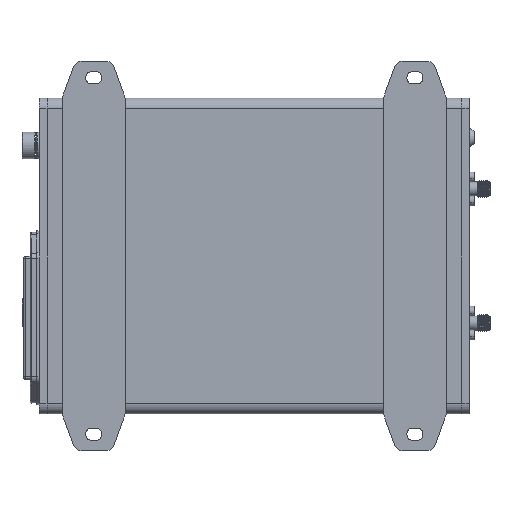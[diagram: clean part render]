
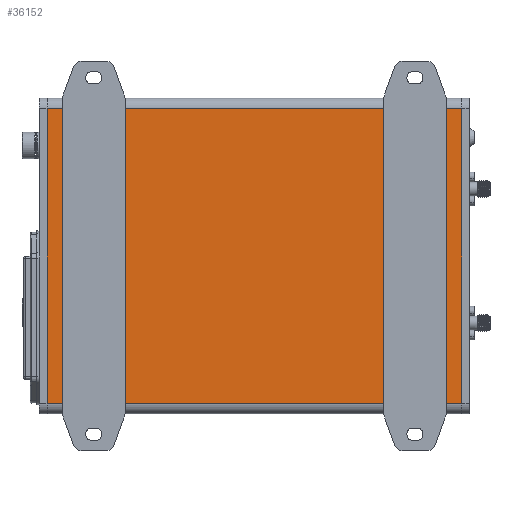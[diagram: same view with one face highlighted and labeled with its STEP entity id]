
A CAD part, front view. The second image highlights one B-rep face of the part: STEP entity #36152.
In plain terms, the highlighted planar face has unit normal (0, -1, 0).
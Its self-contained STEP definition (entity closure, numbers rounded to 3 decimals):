
#8990 = FACE_OUTER_BOUND ( 'NONE', #67568, .T. ) ;
#11133 = CARTESIAN_POINT ( 'NONE',  ( 78.75, 0., -56. ) ) ;
#15833 = DIRECTION ( 'NONE',  ( 0., 1., 0. ) ) ;
#20148 = CARTESIAN_POINT ( 'NONE',  ( 78.75, 0., -56. ) ) ;
#22622 = LINE ( 'NONE', #32090, #99100 ) ;
#23596 = CARTESIAN_POINT ( 'NONE',  ( 78.75, 0., 56. ) ) ;
#25375 = EDGE_CURVE ( 'NONE', #57109, #31082, #83875, .T. ) ;
#25521 = EDGE_CURVE ( 'NONE', #68803, #57109, #103412, .T. ) ;
#25822 = ORIENTED_EDGE ( 'NONE', *, *, #93150, .T. ) ;
#26819 = CARTESIAN_POINT ( 'NONE',  ( -78.75, 0., 60. ) ) ;
#30582 = ORIENTED_EDGE ( 'NONE', *, *, #25375, .T. ) ;
#31082 = VERTEX_POINT ( 'NONE', #47743 ) ;
#32090 = CARTESIAN_POINT ( 'NONE',  ( 78.75, 0., 60. ) ) ;
#33230 = PLANE ( 'NONE',  #94969 ) ;
#36152 = ADVANCED_FACE ( 'NONE', ( #8990 ), #33230, .F. ) ;
#47743 = CARTESIAN_POINT ( 'NONE',  ( -78.75, 0., -56. ) ) ;
#48900 = DIRECTION ( 'NONE',  ( -1., 0., 0. ) ) ;
#53105 = ORIENTED_EDGE ( 'NONE', *, *, #96950, .F. ) ;
#57109 = VERTEX_POINT ( 'NONE', #62429 ) ;
#62429 = CARTESIAN_POINT ( 'NONE',  ( -78.75, 0., 56. ) ) ;
#66720 = VECTOR ( 'NONE', #73843, 1000. ) ;
#67568 = EDGE_LOOP ( 'NONE', ( #53105, #89714, #30582, #25822 ) ) ;
#67683 = LINE ( 'NONE', #20148, #69866 ) ;
#68803 = VERTEX_POINT ( 'NONE', #74292 ) ;
#69866 = VECTOR ( 'NONE', #76186, 1000. ) ;
#73532 = VECTOR ( 'NONE', #48900, 1000. ) ;
#73843 = DIRECTION ( 'NONE',  ( 0., 0., -1. ) ) ;
#74292 = CARTESIAN_POINT ( 'NONE',  ( 78.75, 0., 56. ) ) ;
#76186 = DIRECTION ( 'NONE',  ( 1., 0., 0. ) ) ;
#81301 = DIRECTION ( 'NONE',  ( 0., 0., 1. ) ) ;
#83875 = LINE ( 'NONE', #26819, #66720 ) ;
#89503 = VERTEX_POINT ( 'NONE', #11133 ) ;
#89714 = ORIENTED_EDGE ( 'NONE', *, *, #25521, .T. ) ;
#93150 = EDGE_CURVE ( 'NONE', #31082, #89503, #67683, .T. ) ;
#94969 = AXIS2_PLACEMENT_3D ( 'NONE', #103582, #15833, #81301 ) ;
#96950 = EDGE_CURVE ( 'NONE', #68803, #89503, #22622, .T. ) ;
#99100 = VECTOR ( 'NONE', #103480, 1000. ) ;
#103412 = LINE ( 'NONE', #23596, #73532 ) ;
#103480 = DIRECTION ( 'NONE',  ( 0., 0., -1. ) ) ;
#103582 = CARTESIAN_POINT ( 'NONE',  ( 78.75, 0., 60. ) ) ;
